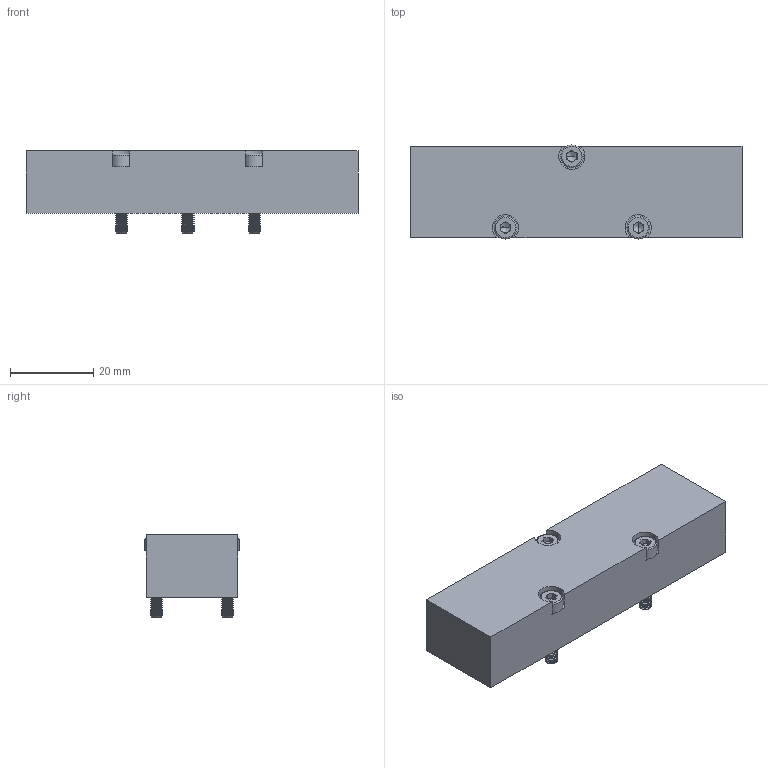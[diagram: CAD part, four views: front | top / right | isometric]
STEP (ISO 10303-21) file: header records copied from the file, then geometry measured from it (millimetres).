
FILE_DESCRIPTION (( 'STEP AP214' ), '1' );
FILE_NAME ('00_011_3.STEP', '2015-12-23T16:07:30', ( '' ), ( '' ), 'SwSTEP 2.0', 'SolidWorks 2016', '' );
FILE_SCHEMA (( 'AUTOMOTIVE_DESIGN' ));
Length unit declared in the file: millimetre
Products named in the file (1): 00_011_3
Bounding box: 80 x 22.7 x 19.8 mm (x, y, z)
Volume: 26552.3 mm3; surface area: 7669.3 mm2
Topology: 4 solids, 4 shells, 624 faces, 1558 edges, 942 vertices
Faces by surface type: cone 363, cylinder 195, plane 54, bspline 12
Entity records: 19304 total; most frequent: DIRECTION 3647, CARTESIAN_POINT 3592, ORIENTED_EDGE 3104, EDGE_CURVE 1552, AXIS2_PLACEMENT_3D 1498, VERTEX_POINT 942, CIRCLE 885, VECTOR 651
